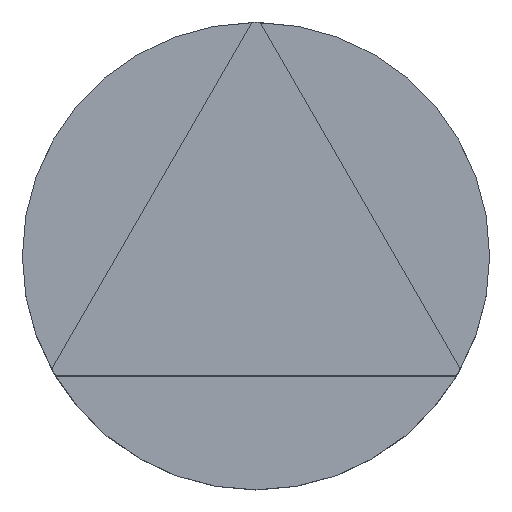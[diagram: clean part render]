
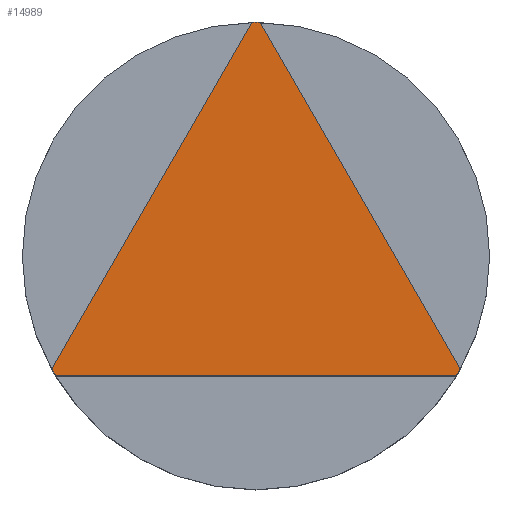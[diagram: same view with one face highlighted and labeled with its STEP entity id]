
A CAD part, top view. The second image highlights one B-rep face of the part: STEP entity #14989.
In plain terms, the highlighted planar face has unit normal (0, 0, 1).
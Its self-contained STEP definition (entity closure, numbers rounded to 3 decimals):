
#49 = CIRCLE ( 'NONE', #13532, 0.1 ) ;
#174 = DIRECTION ( 'NONE',  ( 0., 0., 1. ) ) ;
#270 = EDGE_CURVE ( 'NONE', #12661, #4566, #1035, .T. ) ;
#426 = VERTEX_POINT ( 'NONE', #7883 ) ;
#880 = DIRECTION ( 'NONE',  ( -1., 0., 0. ) ) ;
#912 = CARTESIAN_POINT ( 'NONE',  ( 7.403, -4.176, 17. ) ) ;
#1035 = LINE ( 'NONE', #12127, #10284 ) ;
#1309 = CARTESIAN_POINT ( 'NONE',  ( -0.084, 8.4, 17. ) ) ;
#1323 = AXIS2_PLACEMENT_3D ( 'NONE', #8235, #10635, #6817 ) ;
#1363 = DIRECTION ( 'NONE',  ( -1., 0., 0. ) ) ;
#1400 = CARTESIAN_POINT ( 'NONE',  ( 7.487, -4.222, 17. ) ) ;
#1547 = CARTESIAN_POINT ( 'NONE',  ( 7.403, -4.077, 17. ) ) ;
#1627 = VERTEX_POINT ( 'NONE', #14596 ) ;
#1859 = DIRECTION ( 'NONE',  ( 0., 0., 1. ) ) ;
#2073 = CIRCLE ( 'NONE', #2261, 0.1 ) ;
#2163 = EDGE_CURVE ( 'NONE', #11452, #5068, #2632, .T. ) ;
#2261 = AXIS2_PLACEMENT_3D ( 'NONE', #5166, #2557, #9219 ) ;
#2557 = DIRECTION ( 'NONE',  ( 0., 0., 1. ) ) ;
#2632 = LINE ( 'NONE', #1400, #3629 ) ;
#2743 = DIRECTION ( 'NONE',  ( -1., 0., 0. ) ) ;
#2807 = DIRECTION ( 'NONE',  ( -1., 0., 0. ) ) ;
#2808 = ORIENTED_EDGE ( 'NONE', *, *, #8795, .F. ) ;
#2879 = AXIS2_PLACEMENT_3D ( 'NONE', #8540, #3698, #3592 ) ;
#2970 = ORIENTED_EDGE ( 'NONE', *, *, #11556, .F. ) ;
#3026 = CARTESIAN_POINT ( 'NONE',  ( 0.17, 8.45, 17. ) ) ;
#3213 = DIRECTION ( 'NONE',  ( -0.5, -0.866, 0. ) ) ;
#3473 = FACE_OUTER_BOUND ( 'NONE', #6322, .T. ) ;
#3588 = VERTEX_POINT ( 'NONE', #14805 ) ;
#3592 = DIRECTION ( 'NONE',  ( -1., 0., 0. ) ) ;
#3629 = VECTOR ( 'NONE', #5140, 1000. ) ;
#3698 = DIRECTION ( 'NONE',  ( 0., 0., -1. ) ) ;
#3867 = CARTESIAN_POINT ( 'NONE',  ( -7.316, -4.127, 17. ) ) ;
#3915 = DIRECTION ( 'NONE',  ( -1., 0., 0. ) ) ;
#3956 = VERTEX_POINT ( 'NONE', #14344 ) ;
#3991 = ORIENTED_EDGE ( 'NONE', *, *, #6633, .T. ) ;
#4537 = CARTESIAN_POINT ( 'NONE',  ( 0., 0., 17. ) ) ;
#4566 = VERTEX_POINT ( 'NONE', #9267 ) ;
#4822 = ORIENTED_EDGE ( 'NONE', *, *, #14096, .T. ) ;
#4982 = CIRCLE ( 'NONE', #8286, 0.1 ) ;
#5056 = VERTEX_POINT ( 'NONE', #11405 ) ;
#5068 = VERTEX_POINT ( 'NONE', #3026 ) ;
#5099 = DIRECTION ( 'NONE',  ( -1., 0., 0. ) ) ;
#5140 = DIRECTION ( 'NONE',  ( -0.5, 0.866, 0. ) ) ;
#5166 = CARTESIAN_POINT ( 'NONE',  ( -7.316, -4.127, 17. ) ) ;
#5603 = VERTEX_POINT ( 'NONE', #14369 ) ;
#5837 = DIRECTION ( 'NONE',  ( 0., 0., 1. ) ) ;
#5876 = DIRECTION ( 'NONE',  ( 1., 0., 0. ) ) ;
#6029 = EDGE_CURVE ( 'NONE', #9809, #426, #9074, .T. ) ;
#6322 = EDGE_LOOP ( 'NONE', ( #13720, #15413, #13298, #7703, #12231, #3991, #11361, #2808, #4822, #10480, #12146, #2970, #6483 ) ) ;
#6481 = EDGE_CURVE ( 'NONE', #1627, #3588, #11629, .T. ) ;
#6483 = ORIENTED_EDGE ( 'NONE', *, *, #13829, .T. ) ;
#6548 = VERTEX_POINT ( 'NONE', #912 ) ;
#6633 = EDGE_CURVE ( 'NONE', #3588, #9087, #8274, .T. ) ;
#6771 = AXIS2_PLACEMENT_3D ( 'NONE', #4537, #12031, #880 ) ;
#6817 = DIRECTION ( 'NONE',  ( -1., 0., 0. ) ) ;
#6873 = AXIS2_PLACEMENT_3D ( 'NONE', #3867, #8812, #3915 ) ;
#6995 = EDGE_CURVE ( 'NONE', #4566, #5056, #9057, .T. ) ;
#7703 = ORIENTED_EDGE ( 'NONE', *, *, #9157, .T. ) ;
#7770 = DIRECTION ( 'NONE',  ( 0., 0., 1. ) ) ;
#7872 = DIRECTION ( 'NONE',  ( 0., 0., -1. ) ) ;
#7883 = CARTESIAN_POINT ( 'NONE',  ( 0.085, 8.5, 17. ) ) ;
#8235 = CARTESIAN_POINT ( 'NONE',  ( 0., 0., 17. ) ) ;
#8253 = AXIS2_PLACEMENT_3D ( 'NONE', #9381, #1859, #2743 ) ;
#8274 = CIRCLE ( 'NONE', #6873, 0.1 ) ;
#8286 = AXIS2_PLACEMENT_3D ( 'NONE', #15242, #7770, #9019 ) ;
#8380 = CIRCLE ( 'NONE', #8469, 0.1 ) ;
#8469 = AXIS2_PLACEMENT_3D ( 'NONE', #1309, #12737, #1363 ) ;
#8540 = CARTESIAN_POINT ( 'NONE',  ( 0., 0., 17. ) ) ;
#8795 = EDGE_CURVE ( 'NONE', #3956, #5603, #11027, .T. ) ;
#8812 = DIRECTION ( 'NONE',  ( 0., 0., 1. ) ) ;
#9019 = DIRECTION ( 'NONE',  ( -1., 0., 0. ) ) ;
#9057 = CIRCLE ( 'NONE', #8253, 0.1 ) ;
#9064 = CARTESIAN_POINT ( 'NONE',  ( -7.232, -4.372, 17. ) ) ;
#9074 = CIRCLE ( 'NONE', #6771, 8.5 ) ;
#9087 = VERTEX_POINT ( 'NONE', #10991 ) ;
#9157 = EDGE_CURVE ( 'NONE', #9809, #1627, #8380, .T. ) ;
#9188 = EDGE_CURVE ( 'NONE', #9087, #5603, #2073, .T. ) ;
#9219 = DIRECTION ( 'NONE',  ( -1., 0., 0. ) ) ;
#9239 = AXIS2_PLACEMENT_3D ( 'NONE', #15292, #7872, #2807 ) ;
#9267 = CARTESIAN_POINT ( 'NONE',  ( 7.232, -4.372, 17. ) ) ;
#9381 = CARTESIAN_POINT ( 'NONE',  ( 7.232, -4.272, 17. ) ) ;
#9809 = VERTEX_POINT ( 'NONE', #15795 ) ;
#10284 = VECTOR ( 'NONE', #5876, 1000. ) ;
#10480 = ORIENTED_EDGE ( 'NONE', *, *, #270, .T. ) ;
#10635 = DIRECTION ( 'NONE',  ( 0., 0., -1. ) ) ;
#10885 = CARTESIAN_POINT ( 'NONE',  ( -0.087, 8.595, 17. ) ) ;
#10991 = CARTESIAN_POINT ( 'NONE',  ( -7.416, -4.127, 17. ) ) ;
#11027 = CIRCLE ( 'NONE', #2879, 8.5 ) ;
#11361 = ORIENTED_EDGE ( 'NONE', *, *, #9188, .T. ) ;
#11405 = CARTESIAN_POINT ( 'NONE',  ( 7.318, -4.323, 17. ) ) ;
#11452 = VERTEX_POINT ( 'NONE', #1547 ) ;
#11556 = EDGE_CURVE ( 'NONE', #6548, #5056, #12882, .T. ) ;
#11629 = LINE ( 'NONE', #10885, #15903 ) ;
#12031 = DIRECTION ( 'NONE',  ( 0., 0., -1. ) ) ;
#12127 = CARTESIAN_POINT ( 'NONE',  ( -7.4, -4.372, 17. ) ) ;
#12146 = ORIENTED_EDGE ( 'NONE', *, *, #6995, .T. ) ;
#12231 = ORIENTED_EDGE ( 'NONE', *, *, #6481, .T. ) ;
#12636 = CARTESIAN_POINT ( 'NONE',  ( 7.316, -4.127, 17. ) ) ;
#12661 = VERTEX_POINT ( 'NONE', #9064 ) ;
#12737 = DIRECTION ( 'NONE',  ( 0., 0., 1. ) ) ;
#12882 = CIRCLE ( 'NONE', #1323, 8.5 ) ;
#13298 = ORIENTED_EDGE ( 'NONE', *, *, #6029, .F. ) ;
#13311 = CARTESIAN_POINT ( 'NONE',  ( -7.232, -4.272, 17. ) ) ;
#13419 = EDGE_CURVE ( 'NONE', #5068, #426, #4982, .T. ) ;
#13532 = AXIS2_PLACEMENT_3D ( 'NONE', #13311, #5837, #14559 ) ;
#13720 = ORIENTED_EDGE ( 'NONE', *, *, #2163, .T. ) ;
#13829 = EDGE_CURVE ( 'NONE', #6548, #11452, #15540, .T. ) ;
#14096 = EDGE_CURVE ( 'NONE', #3956, #12661, #49, .T. ) ;
#14206 = PLANE ( 'NONE',  #9239 ) ;
#14344 = CARTESIAN_POINT ( 'NONE',  ( -7.318, -4.323, 17. ) ) ;
#14369 = CARTESIAN_POINT ( 'NONE',  ( -7.403, -4.176, 17. ) ) ;
#14559 = DIRECTION ( 'NONE',  ( -1., 0., 0. ) ) ;
#14596 = CARTESIAN_POINT ( 'NONE',  ( -0.17, 8.45, 17. ) ) ;
#14805 = CARTESIAN_POINT ( 'NONE',  ( -7.403, -4.077, 17. ) ) ;
#14986 = AXIS2_PLACEMENT_3D ( 'NONE', #12636, #174, #5099 ) ;
#14989 = ADVANCED_FACE ( 'NONE', ( #3473 ), #14206, .F. ) ;
#15242 = CARTESIAN_POINT ( 'NONE',  ( 0.084, 8.4, 17. ) ) ;
#15292 = CARTESIAN_POINT ( 'NONE',  ( -7.4, -4.272, 17. ) ) ;
#15413 = ORIENTED_EDGE ( 'NONE', *, *, #13419, .T. ) ;
#15540 = CIRCLE ( 'NONE', #14986, 0.1 ) ;
#15795 = CARTESIAN_POINT ( 'NONE',  ( -0.085, 8.5, 17. ) ) ;
#15903 = VECTOR ( 'NONE', #3213, 1000. ) ;
